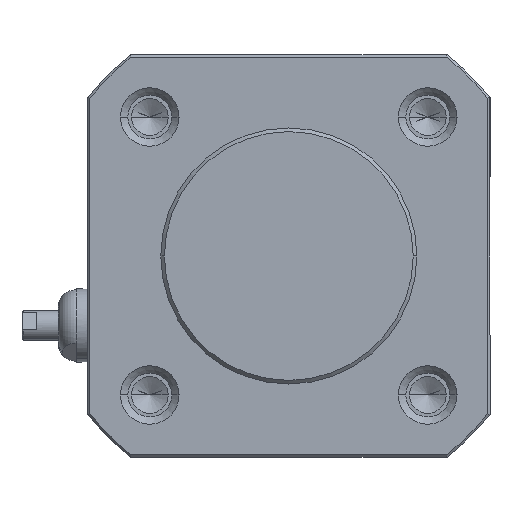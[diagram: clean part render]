
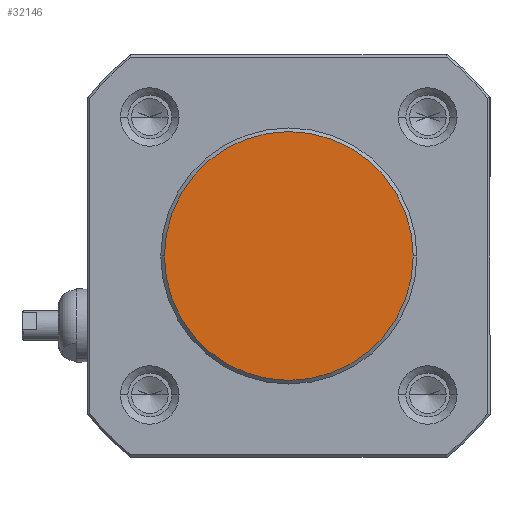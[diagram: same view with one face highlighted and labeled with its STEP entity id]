
A CAD part, left-side view. The second image highlights one B-rep face of the part: STEP entity #32146.
In plain terms, the highlighted planar face has unit normal (-1, 0, 0).
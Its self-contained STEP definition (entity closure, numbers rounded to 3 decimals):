
#55 = AXIS2_PLACEMENT_3D ( 'NONE', #1792, #23276, #14646 ) ;
#1085 = AXIS2_PLACEMENT_3D ( 'NONE', #14108, #17105, #33484 ) ;
#1792 = CARTESIAN_POINT ( 'NONE',  ( 0., 17.5, 0. ) ) ;
#2857 = CARTESIAN_POINT ( 'NONE',  ( 0., 0., 17. ) ) ;
#2909 = AXIS2_PLACEMENT_3D ( 'NONE', #29700, #34644, #10502 ) ;
#3013 = VERTEX_POINT ( 'NONE', #11924 ) ;
#4519 = VERTEX_POINT ( 'NONE', #2857 ) ;
#4599 = CIRCLE ( 'NONE', #2909, 17. ) ;
#4608 = PLANE ( 'NONE',  #55 ) ;
#5659 = EDGE_LOOP ( 'NONE', ( #11608, #13764 ) ) ;
#10502 = DIRECTION ( 'NONE',  ( 0., 0., -1. ) ) ;
#11608 = ORIENTED_EDGE ( 'NONE', *, *, #13460, .T. ) ;
#11924 = CARTESIAN_POINT ( 'NONE',  ( 0., 0., -17. ) ) ;
#13460 = EDGE_CURVE ( 'NONE', #3013, #4519, #4599, .T. ) ;
#13764 = ORIENTED_EDGE ( 'NONE', *, *, #29540, .T. ) ;
#14108 = CARTESIAN_POINT ( 'NONE',  ( 0., 0., 0. ) ) ;
#14646 = DIRECTION ( 'NONE',  ( 0., 0., -1. ) ) ;
#17105 = DIRECTION ( 'NONE',  ( -1., 0., 0. ) ) ;
#18519 = CIRCLE ( 'NONE', #1085, 17. ) ;
#23104 = FACE_OUTER_BOUND ( 'NONE', #5659, .T. ) ;
#23276 = DIRECTION ( 'NONE',  ( 1., 0., 0. ) ) ;
#29540 = EDGE_CURVE ( 'NONE', #4519, #3013, #18519, .T. ) ;
#29700 = CARTESIAN_POINT ( 'NONE',  ( 0., 0., 0. ) ) ;
#32146 = ADVANCED_FACE ( 'NONE', ( #23104 ), #4608, .F. ) ;
#33484 = DIRECTION ( 'NONE',  ( 0., 0., -1. ) ) ;
#34644 = DIRECTION ( 'NONE',  ( -1., 0., 0. ) ) ;
